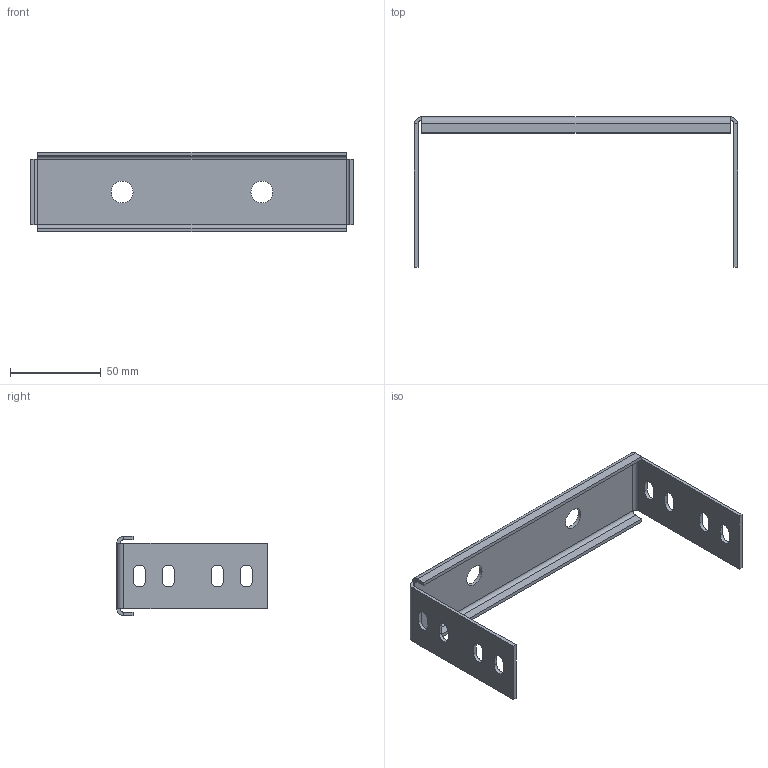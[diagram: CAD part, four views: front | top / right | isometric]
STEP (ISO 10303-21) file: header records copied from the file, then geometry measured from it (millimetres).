
FILE_DESCRIPTION (( 'STEP AP203' ), '1' );
FILE_NAME ('Ñêîáà âåðõíÿÿ BMP-10_BMP1015.STEP', '2012-11-20T12:07:29', ( 'Àñååâ' ), ( '' ), 'SwSTEP 2.0', 'SolidWorks 2012', '' );
FILE_SCHEMA (( 'CONFIG_CONTROL_DESIGN' ));
Length unit declared in the file: millimetre
Products named in the file (1): Ñêîáà âåðõíÿÿ BMP-10_BMP1015
Bounding box: 178 x 83 x 44 mm (x, y, z)
Volume: 29270.9 mm3; surface area: 31504.9 mm2
Topology: 1 solids, 1 shells, 72 faces, 178 edges, 108 vertices
Faces by surface type: plane 46, cylinder 26
Full cylindrical faces by diameter (mm): 12 x2
Entity records: 2205 total; most frequent: DIRECTION 374, CARTESIAN_POINT 357, ORIENTED_EDGE 352, EDGE_CURVE 176, AXIS2_PLACEMENT_3D 125, LINE 124, VECTOR 124, VERTEX_POINT 108
